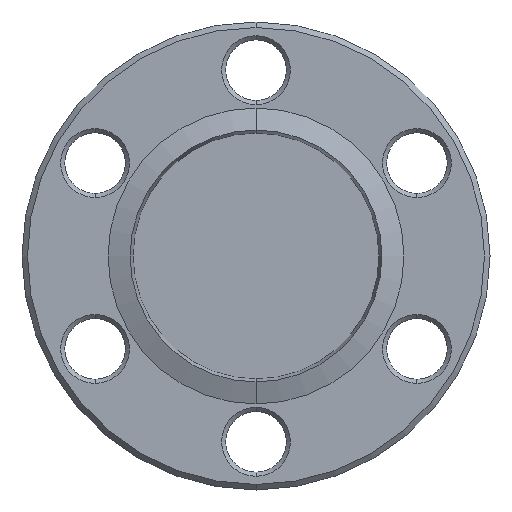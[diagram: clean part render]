
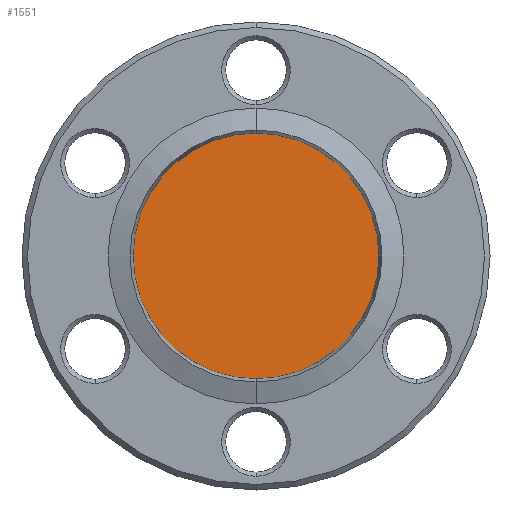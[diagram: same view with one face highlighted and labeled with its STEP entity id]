
A CAD part, front view. The second image highlights one B-rep face of the part: STEP entity #1551.
In plain terms, the highlighted planar face has unit normal (0, -1, 0).
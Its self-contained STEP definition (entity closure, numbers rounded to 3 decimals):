
#6 = AXIS2_PLACEMENT_3D ( 'NONE', #711, #1506, #563 ) ;
#174 = EDGE_CURVE ( 'NONE', #578, #1273, #945, .T. ) ;
#199 = EDGE_LOOP ( 'NONE', ( #376, #293 ) ) ;
#293 = ORIENTED_EDGE ( 'NONE', *, *, #174, .F. ) ;
#330 = CARTESIAN_POINT ( 'NONE',  ( 0., 1.2, -8.932 ) ) ;
#376 = ORIENTED_EDGE ( 'NONE', *, *, #927, .F. ) ;
#429 = CARTESIAN_POINT ( 'NONE',  ( 0., 1.2, 8.932 ) ) ;
#494 = DIRECTION ( 'NONE',  ( 0., -1., 0. ) ) ;
#563 = DIRECTION ( 'NONE',  ( 0., 0., 1. ) ) ;
#578 = VERTEX_POINT ( 'NONE', #429 ) ;
#711 = CARTESIAN_POINT ( 'NONE',  ( 0., 1.2, 0. ) ) ;
#876 = AXIS2_PLACEMENT_3D ( 'NONE', #1168, #1374, #1448 ) ;
#927 = EDGE_CURVE ( 'NONE', #1273, #578, #1664, .T. ) ;
#945 = CIRCLE ( 'NONE', #6, 8.932 ) ;
#1152 = FACE_OUTER_BOUND ( 'NONE', #199, .T. ) ;
#1168 = CARTESIAN_POINT ( 'NONE',  ( 0., 1.2, 0. ) ) ;
#1172 = PLANE ( 'NONE',  #1377 ) ;
#1273 = VERTEX_POINT ( 'NONE', #330 ) ;
#1296 = DIRECTION ( 'NONE',  ( 0., 0., -1. ) ) ;
#1374 = DIRECTION ( 'NONE',  ( 0., 1., 0. ) ) ;
#1377 = AXIS2_PLACEMENT_3D ( 'NONE', #1435, #494, #1296 ) ;
#1435 = CARTESIAN_POINT ( 'NONE',  ( 0., 1.2, 8.932 ) ) ;
#1448 = DIRECTION ( 'NONE',  ( 0., 0., 1. ) ) ;
#1506 = DIRECTION ( 'NONE',  ( 0., 1., 0. ) ) ;
#1551 = ADVANCED_FACE ( 'NONE', ( #1152 ), #1172, .T. ) ;
#1664 = CIRCLE ( 'NONE', #876, 8.932 ) ;
